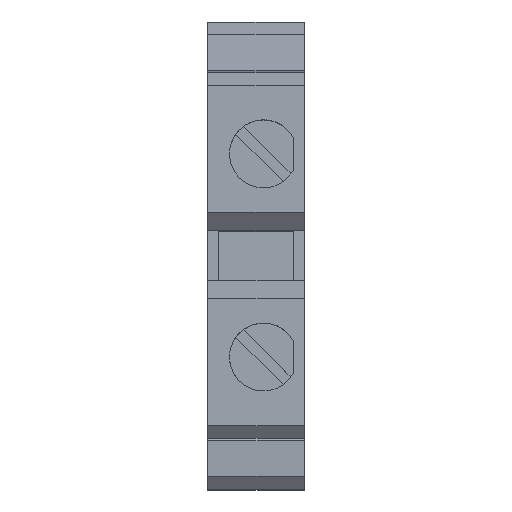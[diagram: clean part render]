
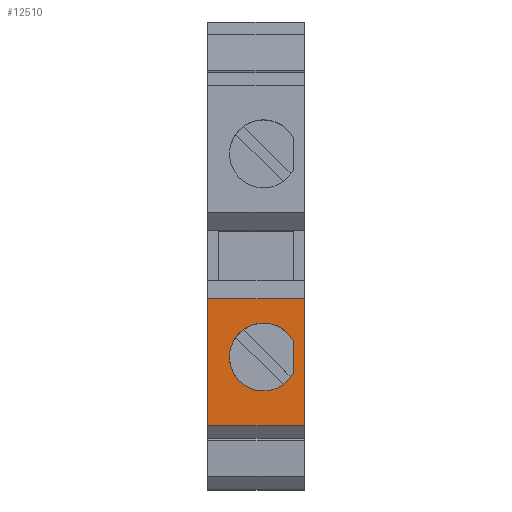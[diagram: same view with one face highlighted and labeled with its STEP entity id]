
A CAD part, top view. The second image highlights one B-rep face of the part: STEP entity #12510.
In plain terms, the highlighted face is planar.
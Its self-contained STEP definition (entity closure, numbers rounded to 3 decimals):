
#720=CARTESIAN_POINT('',(-15.561,115.777,
56.7));
#730=DIRECTION('',(-0.966,-0.259,
0.));
#740=DIRECTION('',(-0.259,0.966,
0.));
#750=AXIS2_PLACEMENT_3D('',#720,#730,#740);
#760=CIRCLE('',#750,2.175);
#770=CARTESIAN_POINT('',(-15.287,114.754,
54.8));
#780=VERTEX_POINT('',#770);
#790=CARTESIAN_POINT('',(-15.835,116.8,
54.8));
#800=VERTEX_POINT('',#790);
#810=EDGE_CURVE('',#780,#800,#760,.T.);
#7050=CARTESIAN_POINT('',(-16.7,120.027,
54.1));
#7060=VERTEX_POINT('',#7050);
#7090=CARTESIAN_POINT('',(-4.827,75.715,
54.1));
#7100=DIRECTION('',(0.259,-0.966,
0.));
#7110=VECTOR('',#7100,1.);
#7120=LINE('',#7090,#7110);
#7130=CARTESIAN_POINT('',(-14.597,112.179,
54.1));
#7140=VERTEX_POINT('',#7130);
#7150=EDGE_CURVE('',#7060,#7140,#7120,.T.);
#12120=CARTESIAN_POINT('',(-14.56,112.039,
54.8));
#12130=DIRECTION('',(-0.966,-0.259,
0.));
#12140=DIRECTION('',(0.259,-0.966,
0.));
#12150=AXIS2_PLACEMENT_3D('',#12120,#12130,#12140);
#12160=PLANE('',#12150);
#12170=CARTESIAN_POINT('',(-4.827,75.715,
54.8));
#12180=DIRECTION('',(0.259,-0.966,
0.));
#12190=VECTOR('',#12180,1.);
#12200=LINE('',#12170,#12190);
#12210=EDGE_CURVE('',#800,#780,#12200,.T.);
#12220=ORIENTED_EDGE('',*,*,#12210,.F.);
#12230=ORIENTED_EDGE('',*,*,#810,.F.);
#12240=EDGE_LOOP('',(#12230,#12220));
#12250=FACE_BOUND('',#12240,.T.);
#12260=ORIENTED_EDGE('',*,*,#7150,.T.);
#12270=CARTESIAN_POINT('',(-16.7,120.027,1.2));
#12280=DIRECTION('',(0.,0.,-1.));
#12290=VECTOR('',#12280,1.);
#12300=LINE('',#12270,#12290);
#12310=CARTESIAN_POINT('',(-16.7,120.027,
60.25));
#12320=VERTEX_POINT('',#12310);
#12330=EDGE_CURVE('',#12320,#7060,#12300,.T.);
#12340=ORIENTED_EDGE('',*,*,#12330,.T.);
#12350=CARTESIAN_POINT('',(-4.827,75.715,
60.25));
#12360=DIRECTION('',(-0.259,0.966,
0.));
#12370=VECTOR('',#12360,1.);
#12380=LINE('',#12350,#12370);
#12390=CARTESIAN_POINT('',(-14.597,112.179,
60.25));
#12400=VERTEX_POINT('',#12390);
#12410=EDGE_CURVE('',#12400,#12320,#12380,.T.);
#12420=ORIENTED_EDGE('',*,*,#12410,.T.);
#12430=CARTESIAN_POINT('',(-14.597,112.179,1.2));
#12440=DIRECTION('',(0.,0.,1.));
#12450=VECTOR('',#12440,1.);
#12460=LINE('',#12430,#12450);
#12470=EDGE_CURVE('',#7140,#12400,#12460,.T.);
#12480=ORIENTED_EDGE('',*,*,#12470,.T.);
#12490=EDGE_LOOP('',(#12480,#12420,#12340,#12260));
#12500=FACE_OUTER_BOUND('',#12490,.T.);
#12510=ADVANCED_FACE('',(#12250,#12500),#12160,.T.);
